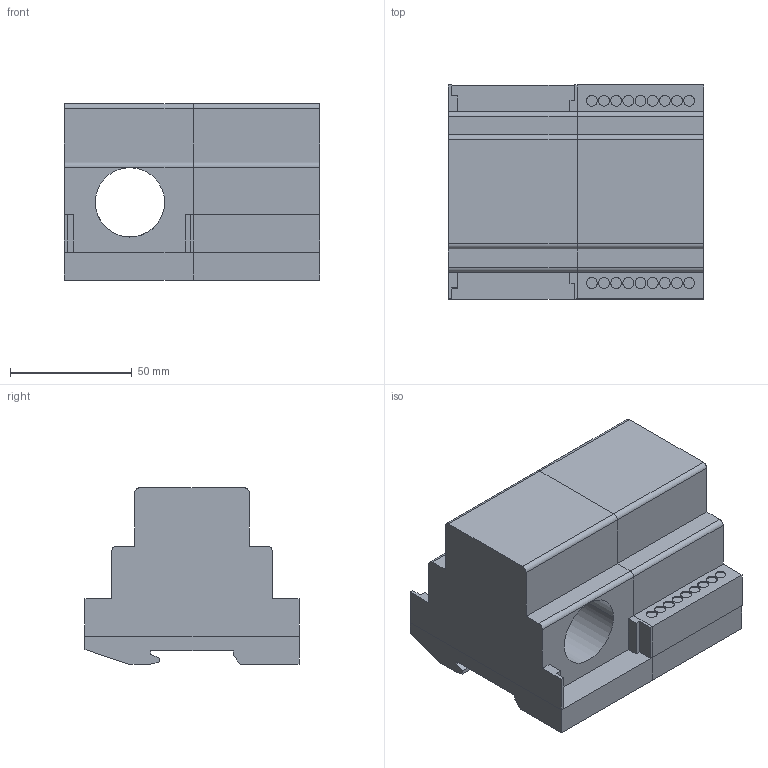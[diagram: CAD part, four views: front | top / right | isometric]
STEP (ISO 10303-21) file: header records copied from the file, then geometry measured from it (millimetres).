
FILE_DESCRIPTION((''),'2;1');
FILE_NAME('3d_31RMT415.stp','2012-10-03T09:42:26',(''),(''),'Mechanical Desktop 2011','Mechanical Desktop 2011',', , ');
FILE_SCHEMA(('CONFIG_CONTROL_DESIGN'));
Length unit declared in the file: millimetre
Products named in the file (1): Product
Bounding box: 105 x 87.94 x 72.5 mm (x, y, z)
Volume: 432687.8 mm3; surface area: 74779.8 mm2
Topology: 4 solids, 4 shells, 138 faces, 396 edges, 306 vertices
Faces by surface type: plane 92, cylinder 46
Entity records: 4660 total; most frequent: CARTESIAN_POINT 819, DIRECTION 804, ORIENTED_EDGE 748, EDGE_CURVE 374, AXIS2_PLACEMENT_3D 269, VECTOR 266, LINE 266, VERTEX_POINT 262
